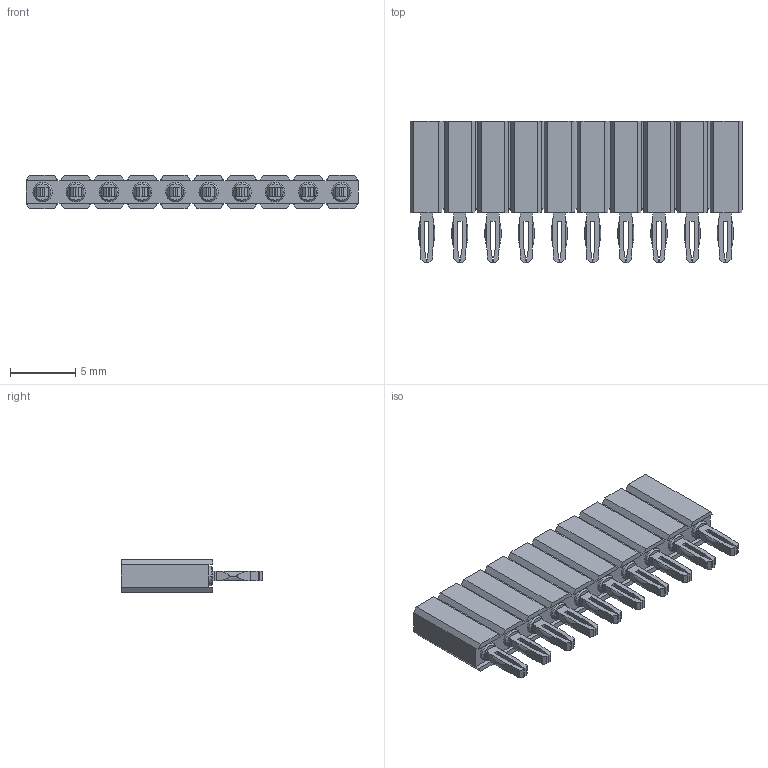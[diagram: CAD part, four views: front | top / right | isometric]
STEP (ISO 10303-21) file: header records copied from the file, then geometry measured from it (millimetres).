
FILE_DESCRIPTION(('STEP AP242'),'1');
FILE_NAME('pcb_connector_801-87-010-66-001101.stp','2019-07-02T06:24:48',('TraceParts'),('TraceParts S.A.'),'Spatial InterOp 3D',' ',' ');
FILE_SCHEMA(('AP242_MANAGED_MODEL_BASED_3D_ENGINEERING_MIM_LF {1 0 10303 442 1 1 4}'));
Length unit declared in the file: millimetre
Products named in the file (1): pcb_connector_801-87-010-66-001101
Bounding box: 25.4 x 10.8 x 2.54 mm (x, y, z)
Volume: 370.4 mm3; surface area: 1072.8 mm2
Topology: 1 solids, 1 shells, 832 faces, 2100 edges, 1290 vertices
Faces by surface type: plane 372, cylinder 220, cone 200, torus 40
Entity records: 32036 total; most frequent: CARTESIAN_POINT 5243, DIRECTION 4266, ORIENTED_EDGE 4160, EDGE_CURVE 2080, AXIS2_PLACEMENT_3D 1433, LINE 1400, VECTOR 1400, VERTEX_POINT 1290
